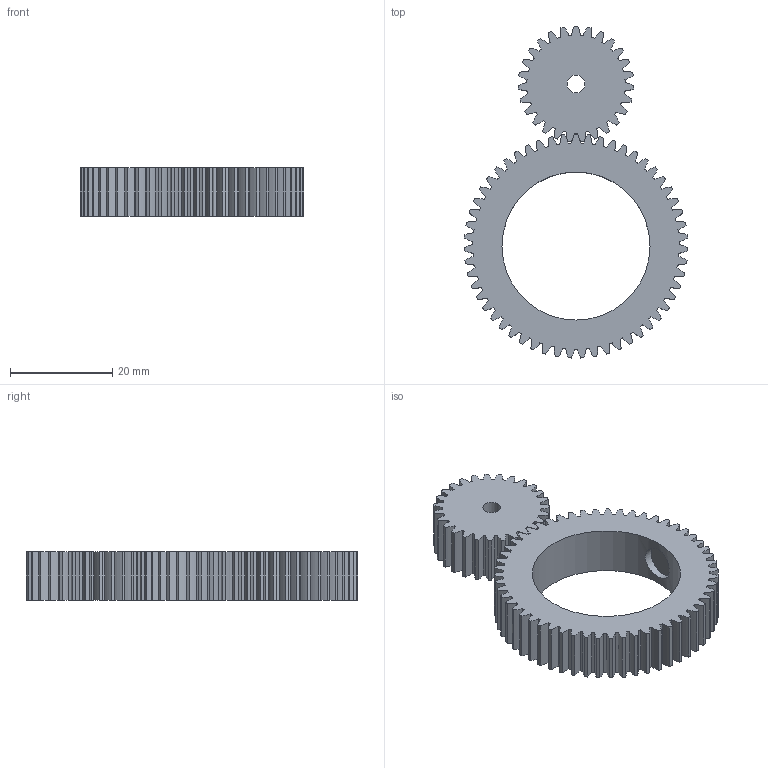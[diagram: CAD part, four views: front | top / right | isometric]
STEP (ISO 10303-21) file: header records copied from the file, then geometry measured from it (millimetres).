
FILE_DESCRIPTION(/* description */ (''),/* implementation_level */ '2;1');
FILE_NAME(/* name */ 'Spur Gears4 Updated.step',/* time_stamp */ '2024-04-03T13:49:23-04:00',/* author */ (''),/* organization */ (''),/* preprocessor_version */ 'ST-DEVELOPER v20',/* originating_system */ 'Autodesk Translation Framework v12.20.1.177',/* authorisation */ '');
FILE_SCHEMA (('AUTOMOTIVE_DESIGN { 1 0 10303 214 3 1 1 }'));
Length unit declared in the file: millimetre
Products named in the file (3): (Unsaved); Spur Gear14; Spur Gear23
Assembly tree (2 placements, depth 2):
  (Unsaved)
    Spur Gear14
    Spur Gear23
Bounding box: 43.86 x 65.01 x 9.53 mm (x, y, z)
Volume: 10190.7 mm3; surface area: 6999 mm2
Topology: 2 solids, 2 shells, 338 faces, 999 edges, 666 vertices
Faces by surface type: cylinder 332, plane 6
Full cylindrical faces by diameter (mm): 3.5 x1, 6.599 x2, 29 x1
Entity records: 11865 total; most frequent: DIRECTION 2343, CARTESIAN_POINT 2076, ORIENTED_EDGE 1998, AXIS2_PLACEMENT_3D 1005, EDGE_CURVE 999, VERTEX_POINT 666, CIRCLE 662, EDGE_LOOP 343
